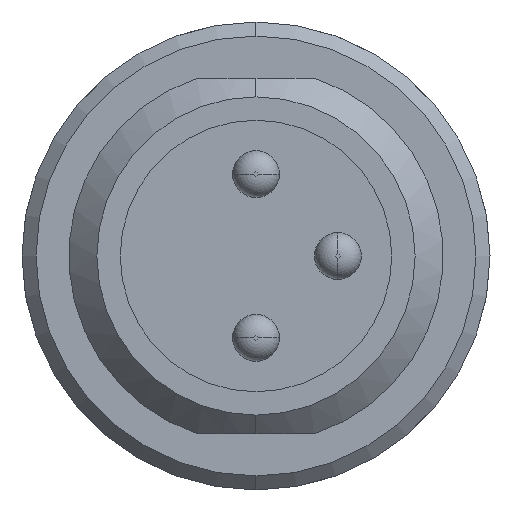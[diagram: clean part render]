
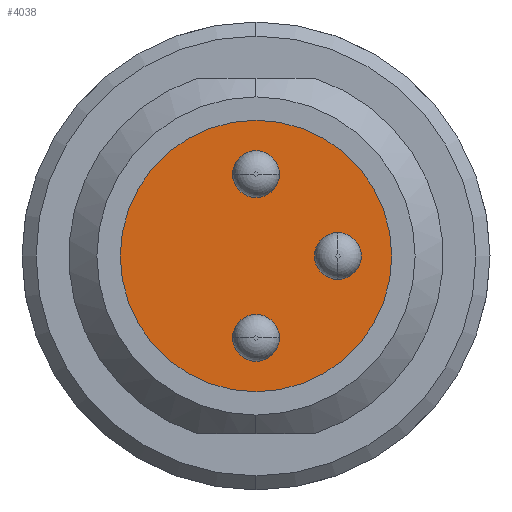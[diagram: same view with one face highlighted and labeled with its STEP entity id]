
A CAD part, left-side view. The second image highlights one B-rep face of the part: STEP entity #4038.
In plain terms, the highlighted planar face has unit normal (-1, 0, 0).
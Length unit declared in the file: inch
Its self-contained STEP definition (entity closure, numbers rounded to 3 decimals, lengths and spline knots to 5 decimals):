
#6 = EDGE_CURVE ( 'NONE', #8274, #6344, #1342, .T. ) ;
#53 = ORIENTED_EDGE ( 'NONE', *, *, #3601, .T. ) ;
#168 = EDGE_LOOP ( 'NONE', ( #7293, #53 ) ) ;
#477 = CARTESIAN_POINT ( 'NONE',  ( -0.8563, 0., 0.0689 ) ) ;
#560 = CARTESIAN_POINT ( 'NONE',  ( -0.8563, 0., 0.05709 ) ) ;
#579 = CARTESIAN_POINT ( 'NONE',  ( -0.8563, 0., -0.04921 ) ) ;
#992 = EDGE_CURVE ( 'NONE', #2651, #7156, #4258, .T. ) ;
#1075 = DIRECTION ( 'NONE',  ( 1., 0., 0. ) ) ;
#1148 = DIRECTION ( 'NONE',  ( 0., 0., 1. ) ) ;
#1161 = DIRECTION ( 'NONE',  ( -1., 0., 0. ) ) ;
#1281 = ORIENTED_EDGE ( 'NONE', *, *, #8015, .T. ) ;
#1342 = CIRCLE ( 'NONE', #2361, 0.01969 ) ;
#1376 = VERTEX_POINT ( 'NONE', #3155 ) ;
#1678 = CARTESIAN_POINT ( 'NONE',  ( -0.8563, 0., 0. ) ) ;
#1688 = EDGE_CURVE ( 'NONE', #7156, #2651, #8306, .T. ) ;
#1784 = DIRECTION ( 'NONE',  ( 0., 0., 1. ) ) ;
#1876 = FACE_BOUND ( 'NONE', #6229, .T. ) ;
#1892 = ORIENTED_EDGE ( 'NONE', *, *, #992, .T. ) ;
#1993 = CIRCLE ( 'NONE', #6904, 0.01969 ) ;
#2309 = CARTESIAN_POINT ( 'NONE',  ( -0.8563, -0.0689, 0.01969 ) ) ;
#2361 = AXIS2_PLACEMENT_3D ( 'NONE', #6560, #1075, #8637 ) ;
#2383 = DIRECTION ( 'NONE',  ( 1., 0., 0. ) ) ;
#2651 = VERTEX_POINT ( 'NONE', #8568 ) ;
#2675 = AXIS2_PLACEMENT_3D ( 'NONE', #7764, #5852, #7245 ) ;
#2844 = VERTEX_POINT ( 'NONE', #5521 ) ;
#3155 = CARTESIAN_POINT ( 'NONE',  ( -0.8563, 0., 0.08858 ) ) ;
#3492 = DIRECTION ( 'NONE',  ( 1., 0., 0. ) ) ;
#3565 = CARTESIAN_POINT ( 'NONE',  ( -0.8563, -0.0689, 0. ) ) ;
#3601 = EDGE_CURVE ( 'NONE', #5647, #1376, #7009, .T. ) ;
#3742 = DIRECTION ( 'NONE',  ( 1., 0., 0. ) ) ;
#3818 = CARTESIAN_POINT ( 'NONE',  ( -0.8563, 0., 0.11417 ) ) ;
#3921 = FACE_BOUND ( 'NONE', #7599, .T. ) ;
#3951 = EDGE_CURVE ( 'NONE', #6344, #8274, #4833, .T. ) ;
#3967 = FACE_OUTER_BOUND ( 'NONE', #4532, .T. ) ;
#4038 = ADVANCED_FACE ( 'NONE', ( #3921, #7356, #1876, #3967 ), #6002, .T. ) ;
#4122 = AXIS2_PLACEMENT_3D ( 'NONE', #1678, #1161, #5200 ) ;
#4258 = CIRCLE ( 'NONE', #2675, 0.11417 ) ;
#4532 = EDGE_LOOP ( 'NONE', ( #5744, #1892 ) ) ;
#4833 = CIRCLE ( 'NONE', #8463, 0.01969 ) ;
#5091 = CARTESIAN_POINT ( 'NONE',  ( -0.8563, 0., 0.04921 ) ) ;
#5200 = DIRECTION ( 'NONE',  ( 0., 0., 1. ) ) ;
#5318 = DIRECTION ( 'NONE',  ( -1., 0., 0. ) ) ;
#5408 = DIRECTION ( 'NONE',  ( 1., 0., 0. ) ) ;
#5521 = CARTESIAN_POINT ( 'NONE',  ( -0.8563, -0.0689, -0.01969 ) ) ;
#5647 = VERTEX_POINT ( 'NONE', #5091 ) ;
#5673 = AXIS2_PLACEMENT_3D ( 'NONE', #8329, #3492, #6163 ) ;
#5744 = ORIENTED_EDGE ( 'NONE', *, *, #1688, .T. ) ;
#5852 = DIRECTION ( 'NONE',  ( -1., 0., 0. ) ) ;
#6002 = PLANE ( 'NONE',  #7446 ) ;
#6163 = DIRECTION ( 'NONE',  ( 0., 0., 1. ) ) ;
#6229 = EDGE_LOOP ( 'NONE', ( #6698, #7254 ) ) ;
#6306 = EDGE_CURVE ( 'NONE', #2844, #6485, #8431, .T. ) ;
#6344 = VERTEX_POINT ( 'NONE', #579 ) ;
#6467 = DIRECTION ( 'NONE',  ( 0., 0., 1. ) ) ;
#6485 = VERTEX_POINT ( 'NONE', #2309 ) ;
#6560 = CARTESIAN_POINT ( 'NONE',  ( -0.8563, 0., -0.0689 ) ) ;
#6698 = ORIENTED_EDGE ( 'NONE', *, *, #3951, .T. ) ;
#6904 = AXIS2_PLACEMENT_3D ( 'NONE', #3565, #3742, #8442 ) ;
#7009 = CIRCLE ( 'NONE', #8591, 0.01969 ) ;
#7156 = VERTEX_POINT ( 'NONE', #3818 ) ;
#7180 = CIRCLE ( 'NONE', #7620, 0.01969 ) ;
#7245 = DIRECTION ( 'NONE',  ( 0., 0., 1. ) ) ;
#7254 = ORIENTED_EDGE ( 'NONE', *, *, #6, .T. ) ;
#7293 = ORIENTED_EDGE ( 'NONE', *, *, #7691, .T. ) ;
#7356 = FACE_BOUND ( 'NONE', #168, .T. ) ;
#7446 = AXIS2_PLACEMENT_3D ( 'NONE', #560, #5318, #1148 ) ;
#7599 = EDGE_LOOP ( 'NONE', ( #1281, #8479 ) ) ;
#7620 = AXIS2_PLACEMENT_3D ( 'NONE', #8124, #7947, #1784 ) ;
#7691 = EDGE_CURVE ( 'NONE', #1376, #5647, #7180, .T. ) ;
#7739 = CARTESIAN_POINT ( 'NONE',  ( -0.8563, 0., -0.08858 ) ) ;
#7764 = CARTESIAN_POINT ( 'NONE',  ( -0.8563, 0., 0. ) ) ;
#7947 = DIRECTION ( 'NONE',  ( 1., 0., 0. ) ) ;
#8015 = EDGE_CURVE ( 'NONE', #6485, #2844, #1993, .T. ) ;
#8124 = CARTESIAN_POINT ( 'NONE',  ( -0.8563, 0., 0.0689 ) ) ;
#8274 = VERTEX_POINT ( 'NONE', #7739 ) ;
#8306 = CIRCLE ( 'NONE', #4122, 0.11417 ) ;
#8329 = CARTESIAN_POINT ( 'NONE',  ( -0.8563, -0.0689, 0. ) ) ;
#8431 = CIRCLE ( 'NONE', #5673, 0.01969 ) ;
#8442 = DIRECTION ( 'NONE',  ( 0., 0., 1. ) ) ;
#8463 = AXIS2_PLACEMENT_3D ( 'NONE', #8622, #2383, #6467 ) ;
#8479 = ORIENTED_EDGE ( 'NONE', *, *, #6306, .T. ) ;
#8568 = CARTESIAN_POINT ( 'NONE',  ( -0.8563, 0., -0.11417 ) ) ;
#8591 = AXIS2_PLACEMENT_3D ( 'NONE', #477, #5408, #8763 ) ;
#8622 = CARTESIAN_POINT ( 'NONE',  ( -0.8563, 0., -0.0689 ) ) ;
#8637 = DIRECTION ( 'NONE',  ( 0., 0., 1. ) ) ;
#8763 = DIRECTION ( 'NONE',  ( 0., 0., 1. ) ) ;
